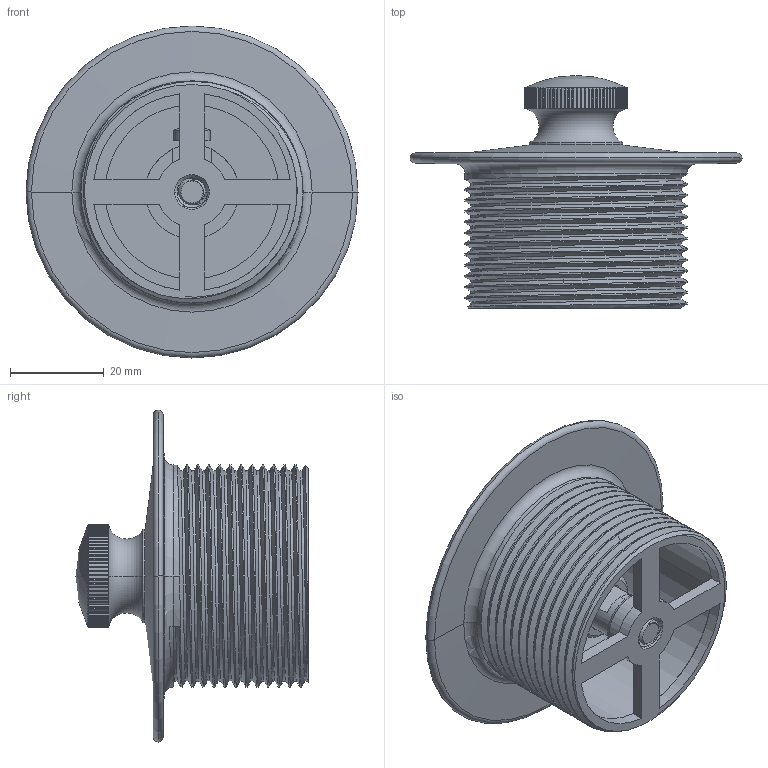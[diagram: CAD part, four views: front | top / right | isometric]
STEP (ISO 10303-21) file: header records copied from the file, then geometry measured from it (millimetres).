
FILE_DESCRIPTION((''),'2;1');
FILE_NAME('270_ASM','2021-10-25T12:03:01',('rsmith'),(''),'CREO PARAMETRIC BY PTC INC, 2018400','CREO PARAMETRIC BY PTC INC, 2018400','');
FILE_SCHEMA(('AUTOMOTIVE_DESIGN { 1 0 10303 214 1 1 1 1 }'));
Length unit declared in the file: inch
Products named in the file (7): 50268; 50269; 50270; 50625; 92130; 91159; 270_ASM
Assembly tree (6 placements, depth 2):
  270_ASM
    50268
    50269
    50270
    50625
    92130
    91159
Bounding box: 70.8 x 49.62 x 70.8 mm (x, y, z)
Volume: 26368.9 mm3; surface area: 29477.8 mm2
Topology: 6 solids, 6 shells, 525 faces, 1454 edges, 945 vertices
Faces by surface type: plane 213, cylinder 201, bspline 61, cone 32, torus 14, sphere 4
Entity records: 34005 total; most frequent: CARTESIAN_POINT 18546, ORIENTED_EDGE 2900, DIRECTION 2473, EDGE_CURVE 1450, AXIS2_PLACEMENT_3D 984, VERTEX_POINT 945, PRESENTATION_STYLE_ASSIGNMENT 684, STYLED_ITEM 684
